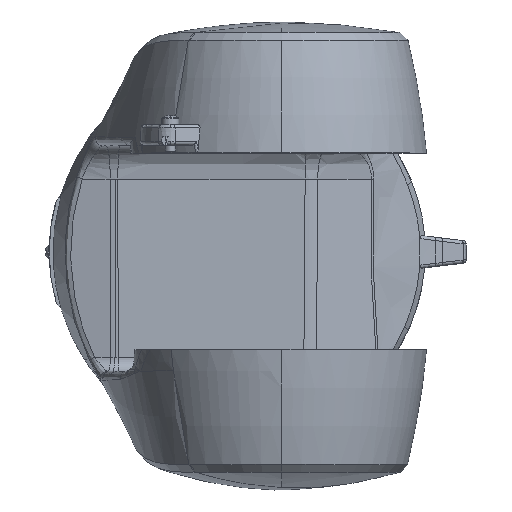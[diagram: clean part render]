
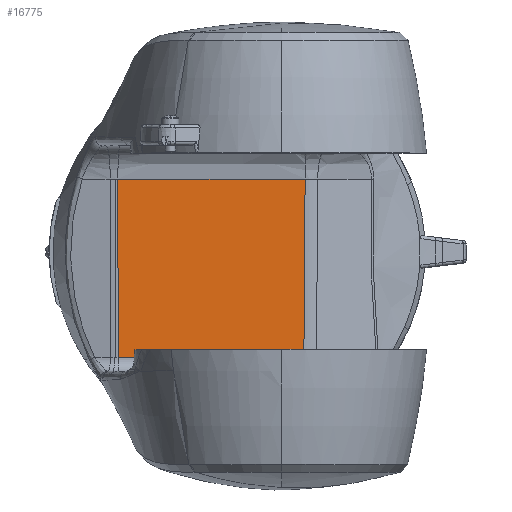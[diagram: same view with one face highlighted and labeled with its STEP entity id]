
A CAD part, top view. The second image highlights one B-rep face of the part: STEP entity #16775.
In plain terms, the highlighted planar face has unit normal (0.07, -0.026, 0.997).
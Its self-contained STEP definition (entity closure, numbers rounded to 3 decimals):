
#448 = EDGE_CURVE ( 'NONE', #16683, #1557, #1250, .T. ) ;
#950 = DIRECTION ( 'NONE',  ( 0.998, 0., -0.07 ) ) ;
#1114 = CARTESIAN_POINT ( 'NONE',  ( 2.219, 42.524, 297.319 ) ) ;
#1250 = LINE ( 'NONE', #16948, #12590 ) ;
#1557 = VERTEX_POINT ( 'NONE', #4227 ) ;
#2653 = CARTESIAN_POINT ( 'NONE',  ( -34.279, 42.524, 299.871 ) ) ;
#2753 = CARTESIAN_POINT ( 'NONE',  ( -70.799, 62.007, 302.936 ) ) ;
#3584 = VERTEX_POINT ( 'NONE', #6659 ) ;
#4227 = CARTESIAN_POINT ( 'NONE',  ( 37.997, -61.791, 292.079 ) ) ;
#5061 = DIRECTION ( 'NONE',  ( 0.07, -0.026, 0.997 ) ) ;
#5669 = EDGE_CURVE ( 'NONE', #16683, #3584, #13913, .T. ) ;
#6007 = CARTESIAN_POINT ( 'NONE',  ( -70.657, -61.791, 299.677 ) ) ;
#6145 = VECTOR ( 'NONE', #13082, 1000. ) ;
#6606 = DIRECTION ( 'NONE',  ( -0.007, -1., -0.026 ) ) ;
#6659 = CARTESIAN_POINT ( 'NONE',  ( -70.777, 42.524, 302.423 ) ) ;
#9439 = EDGE_LOOP ( 'NONE', ( #11337, #11495, #16707, #15236 ) ) ;
#9615 = DIRECTION ( 'NONE',  ( 0.998, 0., -0.07 ) ) ;
#9801 = VERTEX_POINT ( 'NONE', #6007 ) ;
#11119 = EDGE_CURVE ( 'NONE', #9801, #1557, #16130, .T. ) ;
#11287 = CARTESIAN_POINT ( 'NONE',  ( 204.472, -61.791, 280.438 ) ) ;
#11337 = ORIENTED_EDGE ( 'NONE', *, *, #5669, .T. ) ;
#11495 = ORIENTED_EDGE ( 'NONE', *, *, #15231, .F. ) ;
#12590 = VECTOR ( 'NONE', #6606, 1000. ) ;
#12976 = CARTESIAN_POINT ( 'NONE',  ( -70.777, 42.524, 302.423 ) ) ;
#13082 = DIRECTION ( 'NONE',  ( -0.001, 1., 0.026 ) ) ;
#13913 = B_SPLINE_CURVE_WITH_KNOTS ( 'NONE', 3,
 ( #18863, #1114, #2653, #12976 ),
 .UNSPECIFIED., .F., .F.,
 ( 4, 4 ),
 ( 0., 1. ),
 .UNSPECIFIED. ) ;
#15231 = EDGE_CURVE ( 'NONE', #9801, #3584, #17478, .T. ) ;
#15236 = ORIENTED_EDGE ( 'NONE', *, *, #448, .F. ) ;
#15343 = CARTESIAN_POINT ( 'NONE',  ( 38.717, 42.524, 294.767 ) ) ;
#16130 = LINE ( 'NONE', #11287, #16587 ) ;
#16587 = VECTOR ( 'NONE', #950, 1000. ) ;
#16683 = VERTEX_POINT ( 'NONE', #15343 ) ;
#16707 = ORIENTED_EDGE ( 'NONE', *, *, #11119, .T. ) ;
#16775 = ADVANCED_FACE ( 'NONE', ( #16784 ), #18456, .T. ) ;
#16784 = FACE_OUTER_BOUND ( 'NONE', #9439, .T. ) ;
#16896 = CARTESIAN_POINT ( 'NONE',  ( 204.585, 0., 282.052 ) ) ;
#16948 = CARTESIAN_POINT ( 'NONE',  ( 37.919, -72.98, 291.791 ) ) ;
#17462 = AXIS2_PLACEMENT_3D ( 'NONE', #16896, #5061, #9615 ) ;
#17478 = LINE ( 'NONE', #2753, #6145 ) ;
#18456 = PLANE ( 'NONE',  #17462 ) ;
#18863 = CARTESIAN_POINT ( 'NONE',  ( 38.717, 42.524, 294.767 ) ) ;
